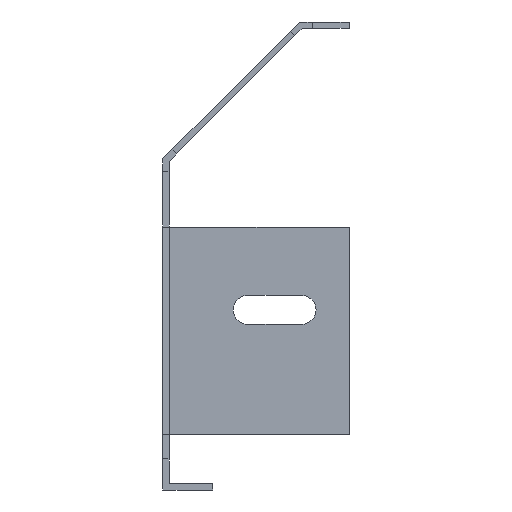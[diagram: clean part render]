
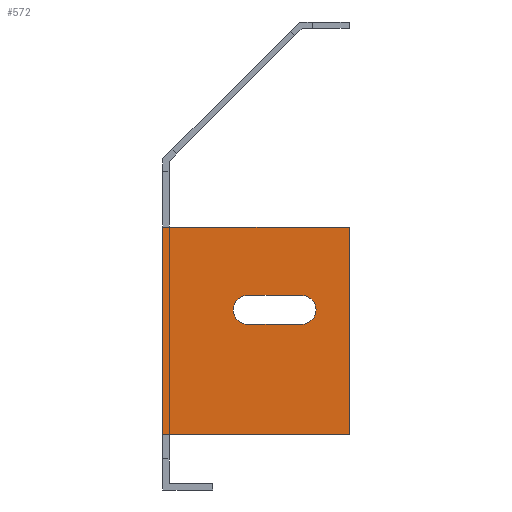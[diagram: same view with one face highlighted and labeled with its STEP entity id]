
A CAD part, left-side view. The second image highlights one B-rep face of the part: STEP entity #572.
In plain terms, the highlighted planar face has unit normal (-1, 0, 0).
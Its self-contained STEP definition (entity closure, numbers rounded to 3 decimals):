
#5 = VECTOR ( 'NONE', #271, 1000. ) ;
#21 = VERTEX_POINT ( 'NONE', #1521 ) ;
#50 = EDGE_CURVE ( 'NONE', #961, #546, #1169, .T. ) ;
#69 = LINE ( 'NONE', #895, #1469 ) ;
#79 = CARTESIAN_POINT ( 'NONE',  ( -302., -20.5, 0. ) ) ;
#80 = CARTESIAN_POINT ( 'NONE',  ( -302., -33.5, 0. ) ) ;
#81 = VECTOR ( 'NONE', #1090, 1000. ) ;
#87 = VERTEX_POINT ( 'NONE', #80 ) ;
#104 = CARTESIAN_POINT ( 'NONE',  ( -302., 0., 23.5 ) ) ;
#115 = VERTEX_POINT ( 'NONE', #595 ) ;
#116 = CIRCLE ( 'NONE', #1057, 3.5 ) ;
#138 = CARTESIAN_POINT ( 'NONE',  ( -302., -33.5, 3.5 ) ) ;
#153 = VECTOR ( 'NONE', #575, 1000. ) ;
#158 = LINE ( 'NONE', #521, #1496 ) ;
#172 = PLANE ( 'NONE',  #869 ) ;
#231 = DIRECTION ( 'NONE',  ( -1., 0., 0. ) ) ;
#271 = DIRECTION ( 'NONE',  ( 0., -1., 0. ) ) ;
#309 = CARTESIAN_POINT ( 'NONE',  ( -302., 0., -26.5 ) ) ;
#330 = CARTESIAN_POINT ( 'NONE',  ( -302., -45., -26.5 ) ) ;
#348 = LINE ( 'NONE', #446, #5 ) ;
#369 = EDGE_LOOP ( 'NONE', ( #679, #727, #797, #821, #864, #844 ) ) ;
#373 = VERTEX_POINT ( 'NONE', #330 ) ;
#387 = LINE ( 'NONE', #1117, #534 ) ;
#395 = DIRECTION ( 'NONE',  ( 0., 1., 0. ) ) ;
#419 = EDGE_LOOP ( 'NONE', ( #952, #1000, #1229, #1209, #1173 ) ) ;
#445 = EDGE_CURVE ( 'NONE', #373, #115, #387, .T. ) ;
#446 = CARTESIAN_POINT ( 'NONE',  ( -302., -20.5, 7. ) ) ;
#464 = LINE ( 'NONE', #564, #153 ) ;
#508 = DIRECTION ( 'NONE',  ( 0., 1., 0. ) ) ;
#510 = EDGE_CURVE ( 'NONE', #87, #761, #1103, .T. ) ;
#521 = CARTESIAN_POINT ( 'NONE',  ( -302., -7.5, 23.5 ) ) ;
#524 = EDGE_CURVE ( 'NONE', #21, #1723, #348, .T. ) ;
#527 = DIRECTION ( 'NONE',  ( 1., 0., 0. ) ) ;
#534 = VECTOR ( 'NONE', #1075, 1000. ) ;
#546 = VERTEX_POINT ( 'NONE', #1119 ) ;
#552 = DIRECTION ( 'NONE',  ( 0., 1., 0. ) ) ;
#562 = EDGE_CURVE ( 'NONE', #761, #21, #116, .T. ) ;
#564 = CARTESIAN_POINT ( 'NONE',  ( -302., 0., 40. ) ) ;
#572 = ADVANCED_FACE ( 'NONE', ( #608, #1306 ), #172, .T. ) ;
#575 = DIRECTION ( 'NONE',  ( 0., 0., -1. ) ) ;
#585 = CARTESIAN_POINT ( 'NONE',  ( -302., -7.5, -26.5 ) ) ;
#595 = CARTESIAN_POINT ( 'NONE',  ( -302., -45., 23.5 ) ) ;
#608 = FACE_OUTER_BOUND ( 'NONE', #369, .T. ) ;
#623 = CARTESIAN_POINT ( 'NONE',  ( -302., 0., 0. ) ) ;
#645 = CARTESIAN_POINT ( 'NONE',  ( -302., -37., 3.5 ) ) ;
#679 = ORIENTED_EDGE ( 'NONE', *, *, #1620, .T. ) ;
#727 = ORIENTED_EDGE ( 'NONE', *, *, #1023, .T. ) ;
#761 = VERTEX_POINT ( 'NONE', #79 ) ;
#774 = EDGE_CURVE ( 'NONE', #1111, #546, #464, .T. ) ;
#784 = AXIS2_PLACEMENT_3D ( 'NONE', #138, #1615, #508 ) ;
#797 = ORIENTED_EDGE ( 'NONE', *, *, #774, .T. ) ;
#821 = ORIENTED_EDGE ( 'NONE', *, *, #50, .F. ) ;
#844 = ORIENTED_EDGE ( 'NONE', *, *, #445, .T. ) ;
#861 = VERTEX_POINT ( 'NONE', #874 ) ;
#864 = ORIENTED_EDGE ( 'NONE', *, *, #1632, .T. ) ;
#869 = AXIS2_PLACEMENT_3D ( 'NONE', #623, #231, #1652 ) ;
#874 = CARTESIAN_POINT ( 'NONE',  ( -302., -7.5, 23.5 ) ) ;
#879 = AXIS2_PLACEMENT_3D ( 'NONE', #1347, #527, #552 ) ;
#889 = DIRECTION ( 'NONE',  ( 0., -1., 0. ) ) ;
#895 = CARTESIAN_POINT ( 'NONE',  ( -302., 0., -26.5 ) ) ;
#907 = CARTESIAN_POINT ( 'NONE',  ( -302., -20.5, 0. ) ) ;
#952 = ORIENTED_EDGE ( 'NONE', *, *, #510, .T. ) ;
#961 = VERTEX_POINT ( 'NONE', #585 ) ;
#1000 = ORIENTED_EDGE ( 'NONE', *, *, #562, .T. ) ;
#1013 = VERTEX_POINT ( 'NONE', #645 ) ;
#1023 = EDGE_CURVE ( 'NONE', #861, #1111, #158, .T. ) ;
#1057 = AXIS2_PLACEMENT_3D ( 'NONE', #1068, #1129, #1204 ) ;
#1062 = CARTESIAN_POINT ( 'NONE',  ( -302., -33.5, 7. ) ) ;
#1068 = CARTESIAN_POINT ( 'NONE',  ( -302., -20.5, 3.5 ) ) ;
#1075 = DIRECTION ( 'NONE',  ( 0., 0., 1. ) ) ;
#1090 = DIRECTION ( 'NONE',  ( 0., 1., 0. ) ) ;
#1103 = LINE ( 'NONE', #907, #81 ) ;
#1111 = VERTEX_POINT ( 'NONE', #1611 ) ;
#1117 = CARTESIAN_POINT ( 'NONE',  ( -302., -45., 0. ) ) ;
#1119 = CARTESIAN_POINT ( 'NONE',  ( -302., 0., -26.5 ) ) ;
#1129 = DIRECTION ( 'NONE',  ( 1., 0., 0. ) ) ;
#1169 = LINE ( 'NONE', #309, #1289 ) ;
#1173 = ORIENTED_EDGE ( 'NONE', *, *, #1269, .T. ) ;
#1204 = DIRECTION ( 'NONE',  ( 0., 1., 0. ) ) ;
#1209 = ORIENTED_EDGE ( 'NONE', *, *, #1278, .T. ) ;
#1229 = ORIENTED_EDGE ( 'NONE', *, *, #524, .T. ) ;
#1243 = LINE ( 'NONE', #104, #1511 ) ;
#1269 = EDGE_CURVE ( 'NONE', #1013, #87, #1515, .T. ) ;
#1278 = EDGE_CURVE ( 'NONE', #1723, #1013, #1655, .T. ) ;
#1289 = VECTOR ( 'NONE', #1421, 1000. ) ;
#1306 = FACE_BOUND ( 'NONE', #419, .T. ) ;
#1347 = CARTESIAN_POINT ( 'NONE',  ( -302., -33.5, 3.5 ) ) ;
#1421 = DIRECTION ( 'NONE',  ( 0., 1., 0. ) ) ;
#1469 = VECTOR ( 'NONE', #889, 1000. ) ;
#1496 = VECTOR ( 'NONE', #395, 1000. ) ;
#1511 = VECTOR ( 'NONE', #1645, 1000. ) ;
#1515 = CIRCLE ( 'NONE', #784, 3.5 ) ;
#1521 = CARTESIAN_POINT ( 'NONE',  ( -302., -20.5, 7. ) ) ;
#1611 = CARTESIAN_POINT ( 'NONE',  ( -302., 0., 23.5 ) ) ;
#1615 = DIRECTION ( 'NONE',  ( 1., 0., 0. ) ) ;
#1620 = EDGE_CURVE ( 'NONE', #115, #861, #1243, .T. ) ;
#1632 = EDGE_CURVE ( 'NONE', #961, #373, #69, .T. ) ;
#1645 = DIRECTION ( 'NONE',  ( 0., 1., 0. ) ) ;
#1652 = DIRECTION ( 'NONE',  ( 0., 1., 0. ) ) ;
#1655 = CIRCLE ( 'NONE', #879, 3.5 ) ;
#1723 = VERTEX_POINT ( 'NONE', #1062 ) ;
